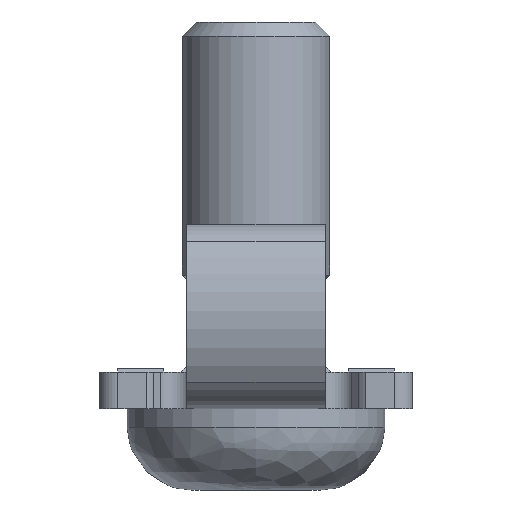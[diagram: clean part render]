
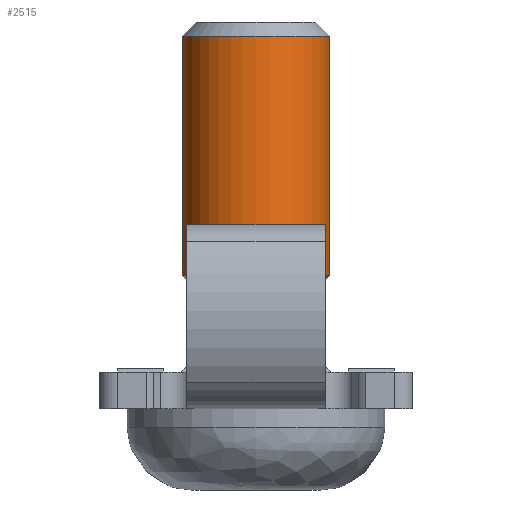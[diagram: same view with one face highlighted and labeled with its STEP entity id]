
A CAD part, front view. The second image highlights one B-rep face of the part: STEP entity #2515.
In plain terms, the highlighted cylindrical face has radius 4 mm (diameter 8 mm), a full revolution.
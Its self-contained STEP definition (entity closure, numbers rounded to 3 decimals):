
#53=CYLINDRICAL_SURFACE('',#2738,4.);
#113=LINE('',#3826,#383);
#383=VECTOR('',#3028,4.);
#650=FACE_OUTER_BOUND('',#793,.T.);
#793=EDGE_LOOP('',(#1690,#1691,#1692,#1693,#1694));
#946=CIRCLE('',#2737,4.);
#947=CIRCLE('',#2739,4.);
#948=CIRCLE('',#2740,4.);
#1039=VERTEX_POINT('',#3818);
#1040=VERTEX_POINT('',#3822);
#1041=VERTEX_POINT('',#3823);
#1295=EDGE_CURVE('',#1039,#1039,#946,.T.);
#1297=EDGE_CURVE('',#1040,#1041,#947,.T.);
#1298=EDGE_CURVE('',#1041,#1040,#948,.T.);
#1299=EDGE_CURVE('',#1041,#1039,#113,.T.);
#1690=ORIENTED_EDGE('',*,*,#1297,.F.);
#1691=ORIENTED_EDGE('',*,*,#1298,.F.);
#1692=ORIENTED_EDGE('',*,*,#1299,.T.);
#1693=ORIENTED_EDGE('',*,*,#1295,.T.);
#1694=ORIENTED_EDGE('',*,*,#1299,.F.);
#2515=ADVANCED_FACE('',(#650),#53,.T.);
#2737=AXIS2_PLACEMENT_3D('',#3819,#3019,#3020);
#2738=AXIS2_PLACEMENT_3D('',#3821,#3022,#3023);
#2739=AXIS2_PLACEMENT_3D('',#3824,#3024,#3025);
#2740=AXIS2_PLACEMENT_3D('',#3825,#3026,#3027);
#3019=DIRECTION('center_axis',(1.,0.,0.));
#3020=DIRECTION('ref_axis',(0.,1.,0.));
#3022=DIRECTION('center_axis',(1.,0.,0.));
#3023=DIRECTION('ref_axis',(0.,1.,0.));
#3024=DIRECTION('center_axis',(1.,0.,0.));
#3025=DIRECTION('ref_axis',(0.,1.,0.));
#3026=DIRECTION('center_axis',(1.,0.,0.));
#3027=DIRECTION('ref_axis',(0.,1.,0.));
#3028=DIRECTION('',(-1.,0.,0.));
#3818=CARTESIAN_POINT('',(7.267,-4.,0.));
#3819=CARTESIAN_POINT('Origin',(7.267,0.,0.));
#3821=CARTESIAN_POINT('Origin',(21.,0.,0.));
#3822=CARTESIAN_POINT('',(20.233,4.,0.));
#3823=CARTESIAN_POINT('',(20.233,-4.,0.));
#3824=CARTESIAN_POINT('Origin',(20.233,0.,0.));
#3825=CARTESIAN_POINT('Origin',(20.233,0.,0.));
#3826=CARTESIAN_POINT('',(21.,-4.,0.));
